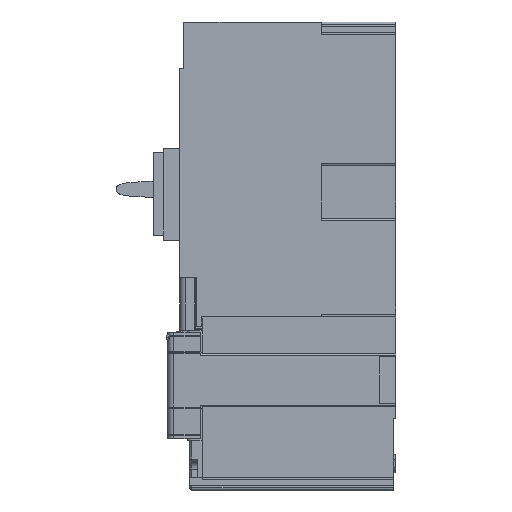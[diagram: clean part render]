
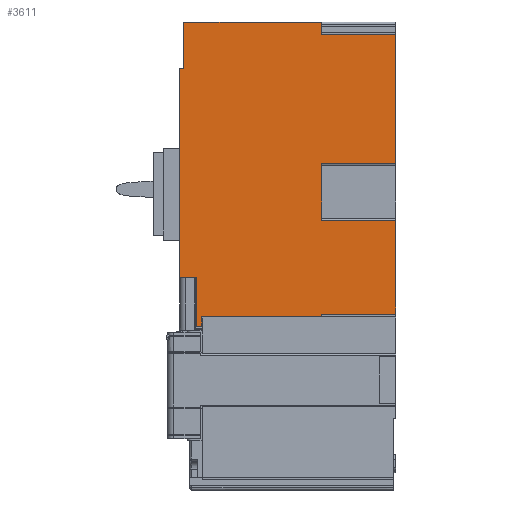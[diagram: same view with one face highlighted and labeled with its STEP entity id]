
A CAD part, left-side view. The second image highlights one B-rep face of the part: STEP entity #3611.
In plain terms, the highlighted planar face has unit normal (-1, 0, 0).
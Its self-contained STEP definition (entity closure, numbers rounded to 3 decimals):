
#3502=AXIS2_PLACEMENT_3D('Plane Axis2P3D',#3499,#3500,#3501) ;
#592=CARTESIAN_POINT('Vertex',(-52.5,-36.5,69.)) ;
#595=CARTESIAN_POINT('Line Origine',(-52.5,-36.5,37.125)) ;
#599=CARTESIAN_POINT('Vertex',(-52.5,-36.5,5.25)) ;
#634=CARTESIAN_POINT('Vertex',(-52.5,-36.5,-22.75)) ;
#637=CARTESIAN_POINT('Line Origine',(-52.5,-36.5,-45.875)) ;
#641=CARTESIAN_POINT('Vertex',(-52.5,-36.5,-69.)) ;
#1743=CARTESIAN_POINT('Vertex',(-52.5,68.,75.)) ;
#1746=CARTESIAN_POINT('Line Origine',(-52.5,34.,75.)) ;
#1750=CARTESIAN_POINT('Vertex',(-52.5,0.,75.)) ;
#3334=CARTESIAN_POINT('Line Origine',(-52.5,0.,72.)) ;
#3338=CARTESIAN_POINT('Vertex',(-52.5,0.,69.)) ;
#3487=CARTESIAN_POINT('Line Origine',(-52.5,-18.25,69.)) ;
#3499=CARTESIAN_POINT('Axis2P3D Location',(-52.5,0.,0.)) ;
#3504=CARTESIAN_POINT('Line Origine',(-52.5,-18.25,5.25)) ;
#3508=CARTESIAN_POINT('Vertex',(-52.5,0.,5.25)) ;
#3511=CARTESIAN_POINT('Line Origine',(-52.5,68.,63.5)) ;
#3515=CARTESIAN_POINT('Vertex',(-52.5,68.,52.)) ;
#3518=CARTESIAN_POINT('Line Origine',(-52.5,69.,52.)) ;
#3522=CARTESIAN_POINT('Vertex',(-52.5,70.,52.)) ;
#3525=CARTESIAN_POINT('Line Origine',(-52.5,70.,0.6)) ;
#3529=CARTESIAN_POINT('Vertex',(-52.5,70.,-50.8)) ;
#3532=CARTESIAN_POINT('Line Origine',(-52.5,65.95,-50.8)) ;
#3536=CARTESIAN_POINT('Vertex',(-52.5,61.9,-50.8)) ;
#3539=CARTESIAN_POINT('Line Origine',(-52.5,61.9,-62.9)) ;
#3543=CARTESIAN_POINT('Vertex',(-52.5,61.9,-75.)) ;
#3546=CARTESIAN_POINT('Line Origine',(-52.5,60.55,-75.)) ;
#3550=CARTESIAN_POINT('Vertex',(-52.5,59.2,-75.)) ;
#3553=CARTESIAN_POINT('Line Origine',(-52.5,59.2,-72.625)) ;
#3557=CARTESIAN_POINT('Vertex',(-52.5,59.2,-70.25)) ;
#3560=CARTESIAN_POINT('Line Origine',(-52.5,29.6,-70.25)) ;
#3564=CARTESIAN_POINT('Vertex',(-52.5,0.,-70.25)) ;
#3567=CARTESIAN_POINT('Line Origine',(-52.5,0.,-69.625)) ;
#3571=CARTESIAN_POINT('Vertex',(-52.5,0.,-69.)) ;
#3574=CARTESIAN_POINT('Line Origine',(-52.5,-18.25,-69.)) ;
#3579=CARTESIAN_POINT('Line Origine',(-52.5,-18.25,-22.75)) ;
#3583=CARTESIAN_POINT('Vertex',(-52.5,0.,-22.75)) ;
#3586=CARTESIAN_POINT('Line Origine',(-52.5,0.,-8.75)) ;
#596=DIRECTION('Vector Direction',(0.,0.,1.)) ;
#638=DIRECTION('Vector Direction',(0.,0.,1.)) ;
#1747=DIRECTION('Vector Direction',(0.,-1.,0.)) ;
#3335=DIRECTION('Vector Direction',(0.,0.,-1.)) ;
#3488=DIRECTION('Vector Direction',(0.,1.,0.)) ;
#3500=DIRECTION('Axis2P3D Direction',(1.,0.,0.)) ;
#3501=DIRECTION('Axis2P3D XDirection',(0.,1.,0.)) ;
#3505=DIRECTION('Vector Direction',(0.,1.,0.)) ;
#3512=DIRECTION('Vector Direction',(0.,0.,1.)) ;
#3519=DIRECTION('Vector Direction',(0.,-1.,0.)) ;
#3526=DIRECTION('Vector Direction',(0.,0.,1.)) ;
#3533=DIRECTION('Vector Direction',(0.,1.,0.)) ;
#3540=DIRECTION('Vector Direction',(0.,0.,-1.)) ;
#3547=DIRECTION('Vector Direction',(0.,1.,0.)) ;
#3554=DIRECTION('Vector Direction',(0.,0.,-1.)) ;
#3561=DIRECTION('Vector Direction',(0.,-1.,0.)) ;
#3568=DIRECTION('Vector Direction',(0.,0.,-1.)) ;
#3575=DIRECTION('Vector Direction',(0.,1.,0.)) ;
#3580=DIRECTION('Vector Direction',(0.,1.,0.)) ;
#3587=DIRECTION('Vector Direction',(0.,0.,-1.)) ;
#597=VECTOR('Line Direction',#596,1.) ;
#639=VECTOR('Line Direction',#638,1.) ;
#1748=VECTOR('Line Direction',#1747,1.) ;
#3336=VECTOR('Line Direction',#3335,1.) ;
#3489=VECTOR('Line Direction',#3488,1.) ;
#3506=VECTOR('Line Direction',#3505,1.) ;
#3513=VECTOR('Line Direction',#3512,1.) ;
#3520=VECTOR('Line Direction',#3519,1.) ;
#3527=VECTOR('Line Direction',#3526,1.) ;
#3534=VECTOR('Line Direction',#3533,1.) ;
#3541=VECTOR('Line Direction',#3540,1.) ;
#3548=VECTOR('Line Direction',#3547,1.) ;
#3555=VECTOR('Line Direction',#3554,1.) ;
#3562=VECTOR('Line Direction',#3561,1.) ;
#3569=VECTOR('Line Direction',#3568,1.) ;
#3576=VECTOR('Line Direction',#3575,1.) ;
#3581=VECTOR('Line Direction',#3580,1.) ;
#3588=VECTOR('Line Direction',#3587,1.) ;
#3592=ORIENTED_EDGE('',*,*,#3510,.F.) ;
#3593=ORIENTED_EDGE('',*,*,#601,.T.) ;
#3594=ORIENTED_EDGE('',*,*,#3491,.T.) ;
#3595=ORIENTED_EDGE('',*,*,#3340,.F.) ;
#3596=ORIENTED_EDGE('',*,*,#1752,.F.) ;
#3597=ORIENTED_EDGE('',*,*,#3517,.F.) ;
#3598=ORIENTED_EDGE('',*,*,#3524,.F.) ;
#3599=ORIENTED_EDGE('',*,*,#3531,.F.) ;
#3600=ORIENTED_EDGE('',*,*,#3538,.F.) ;
#3601=ORIENTED_EDGE('',*,*,#3545,.T.) ;
#3602=ORIENTED_EDGE('',*,*,#3552,.F.) ;
#3603=ORIENTED_EDGE('',*,*,#3559,.F.) ;
#3604=ORIENTED_EDGE('',*,*,#3566,.T.) ;
#3605=ORIENTED_EDGE('',*,*,#3573,.F.) ;
#3606=ORIENTED_EDGE('',*,*,#3578,.F.) ;
#3607=ORIENTED_EDGE('',*,*,#643,.T.) ;
#3608=ORIENTED_EDGE('',*,*,#3585,.T.) ;
#3609=ORIENTED_EDGE('',*,*,#3590,.F.) ;
#3611=ADVANCED_FACE('BREP_WITH_VOIDS #116783',(#3610),#3503,.F.) ;
#601=EDGE_CURVE('',#600,#593,#598,.T.) ;
#643=EDGE_CURVE('',#642,#635,#640,.T.) ;
#1752=EDGE_CURVE('',#1744,#1751,#1749,.T.) ;
#3340=EDGE_CURVE('',#1751,#3339,#3337,.T.) ;
#3491=EDGE_CURVE('',#593,#3339,#3490,.T.) ;
#3510=EDGE_CURVE('',#600,#3509,#3507,.T.) ;
#3517=EDGE_CURVE('',#3516,#1744,#3514,.T.) ;
#3524=EDGE_CURVE('',#3523,#3516,#3521,.T.) ;
#3531=EDGE_CURVE('',#3530,#3523,#3528,.T.) ;
#3538=EDGE_CURVE('',#3537,#3530,#3535,.T.) ;
#3545=EDGE_CURVE('',#3537,#3544,#3542,.T.) ;
#3552=EDGE_CURVE('',#3551,#3544,#3549,.T.) ;
#3559=EDGE_CURVE('',#3558,#3551,#3556,.T.) ;
#3566=EDGE_CURVE('',#3558,#3565,#3563,.T.) ;
#3573=EDGE_CURVE('',#3572,#3565,#3570,.T.) ;
#3578=EDGE_CURVE('',#642,#3572,#3577,.T.) ;
#3585=EDGE_CURVE('',#635,#3584,#3582,.T.) ;
#3590=EDGE_CURVE('',#3509,#3584,#3589,.T.) ;
#3591=EDGE_LOOP('',(#3592,#3593,#3594,#3595,#3596,#3597,#3598,#3599,#3600,#3601,#3602,#3603,#3604,#3605,#3606,#3607,#3608,#3609)) ;
#3610=FACE_OUTER_BOUND('',#3591,.T.) ;
#598=LINE('Line',#595,#597) ;
#640=LINE('Line',#637,#639) ;
#1749=LINE('Line',#1746,#1748) ;
#3337=LINE('Line',#3334,#3336) ;
#3490=LINE('Line',#3487,#3489) ;
#3507=LINE('Line',#3504,#3506) ;
#3514=LINE('Line',#3511,#3513) ;
#3521=LINE('Line',#3518,#3520) ;
#3528=LINE('Line',#3525,#3527) ;
#3535=LINE('Line',#3532,#3534) ;
#3542=LINE('Line',#3539,#3541) ;
#3549=LINE('Line',#3546,#3548) ;
#3556=LINE('Line',#3553,#3555) ;
#3563=LINE('Line',#3560,#3562) ;
#3570=LINE('Line',#3567,#3569) ;
#3577=LINE('Line',#3574,#3576) ;
#3582=LINE('Line',#3579,#3581) ;
#3589=LINE('Line',#3586,#3588) ;
#3503=PLANE('',#3502) ;
#593=VERTEX_POINT('',#592) ;
#600=VERTEX_POINT('',#599) ;
#635=VERTEX_POINT('',#634) ;
#642=VERTEX_POINT('',#641) ;
#1744=VERTEX_POINT('',#1743) ;
#1751=VERTEX_POINT('',#1750) ;
#3339=VERTEX_POINT('',#3338) ;
#3509=VERTEX_POINT('',#3508) ;
#3516=VERTEX_POINT('',#3515) ;
#3523=VERTEX_POINT('',#3522) ;
#3530=VERTEX_POINT('',#3529) ;
#3537=VERTEX_POINT('',#3536) ;
#3544=VERTEX_POINT('',#3543) ;
#3551=VERTEX_POINT('',#3550) ;
#3558=VERTEX_POINT('',#3557) ;
#3565=VERTEX_POINT('',#3564) ;
#3572=VERTEX_POINT('',#3571) ;
#3584=VERTEX_POINT('',#3583) ;
